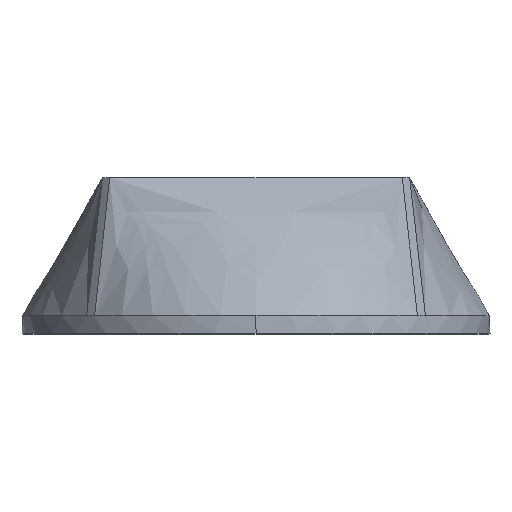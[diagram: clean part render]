
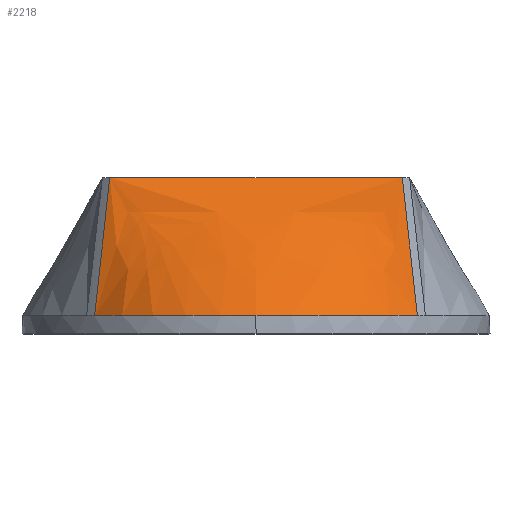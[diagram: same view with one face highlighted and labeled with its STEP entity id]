
A CAD part, top view. The second image highlights one B-rep face of the part: STEP entity #2218.
In plain terms, the highlighted free-form (B-spline) face has degree [3, 1] with [18, 2] control points.
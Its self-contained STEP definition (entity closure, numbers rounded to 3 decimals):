
#244 = CARTESIAN_POINT ( 'NONE',  ( 1.667, 9.825, 21. ) ) ;
#377 = VERTEX_POINT ( 'NONE', #2914 ) ;
#700 = CARTESIAN_POINT ( 'NONE',  ( 20., 9.825, 21. ) ) ;
#718 = CARTESIAN_POINT ( 'NONE',  ( -4.266, -9.025, 31.785 ) ) ;
#745 = CARTESIAN_POINT ( 'NONE',  ( -6.667, 9.825, 21. ) ) ;
#758 = CARTESIAN_POINT ( 'NONE',  ( -8.407, -9.025, 30.948 ) ) ;
#781 = CARTESIAN_POINT ( 'NONE',  ( -8.333, 9.825, 21. ) ) ;
#801 = CARTESIAN_POINT ( 'NONE',  ( -10.414, -9.025, 30.327 ) ) ;
#838 = FACE_OUTER_BOUND ( 'NONE', #2076, .T. ) ;
#878 = CARTESIAN_POINT ( 'NONE',  ( 4.266, -9.025, 31.785 ) ) ;
#889 = CARTESIAN_POINT ( 'NONE',  ( 3.333, 9.825, 21. ) ) ;
#892 = LINE ( 'NONE', #3407, #6591 ) ;
#1100 = LINE ( 'NONE', #6791, #5715 ) ;
#1211 = ORIENTED_EDGE ( 'NONE', *, *, #4826, .T. ) ;
#1229 = CARTESIAN_POINT ( 'NONE',  ( 20., 9.825, 21. ) ) ;
#1277 = CARTESIAN_POINT ( 'NONE',  ( -2.133, -9.025, 32. ) ) ;
#1423 = ORIENTED_EDGE ( 'NONE', *, *, #2504, .T. ) ;
#1573 = CARTESIAN_POINT ( 'NONE',  ( 11.667, 9.825, 21. ) ) ;
#1822 = CARTESIAN_POINT ( 'NONE',  ( -14.201, -9.025, 28.75 ) ) ;
#1885 = CARTESIAN_POINT ( 'NONE',  ( -11.667, 9.825, 21. ) ) ;
#2076 = EDGE_LOOP ( 'NONE', ( #7545, #1211, #3025, #3172, #1423 ) ) ;
#2218 = ADVANCED_FACE ( 'NONE', ( #838 ), #8952, .T. ) ;
#2504 = EDGE_CURVE ( 'NONE', #6917, #5621, #6023, .T. ) ;
#2524 = CARTESIAN_POINT ( 'NONE',  ( -20., 9.825, 21. ) ) ;
#2535 = CARTESIAN_POINT ( 'NONE',  ( -20., 9.825, 21. ) ) ;
#2637 = CARTESIAN_POINT ( 'NONE',  ( -21.034, 0.4, 22.086 ) ) ;
#2821 = CARTESIAN_POINT ( 'NONE',  ( 14.201, -9.025, 28.75 ) ) ;
#2914 = CARTESIAN_POINT ( 'NONE',  ( 22.069, -9.025, 23.172 ) ) ;
#3025 = ORIENTED_EDGE ( 'NONE', *, *, #6592, .T. ) ;
#3172 = ORIENTED_EDGE ( 'NONE', *, *, #8680, .F. ) ;
#3368 = DIRECTION ( 'NONE',  ( -0.108, 0.988, -0.114 ) ) ;
#3406 = CIRCLE ( 'NONE', #4248, 32. ) ;
#3407 = CARTESIAN_POINT ( 'NONE',  ( 21.034, 0.4, 22.086 ) ) ;
#3479 = CARTESIAN_POINT ( 'NONE',  ( 18.333, 9.825, 21. ) ) ;
#3521 = CARTESIAN_POINT ( 'NONE',  ( 20.737, -9.025, 24.441 ) ) ;
#3533 = AXIS2_PLACEMENT_3D ( 'NONE', #6222, #7868, #4686 ) ;
#3908 = CARTESIAN_POINT ( 'NONE',  ( -13.333, 9.825, 21. ) ) ;
#3923 = CARTESIAN_POINT ( 'NONE',  ( -15.981, -9.025, 27.793 ) ) ;
#3934 = CARTESIAN_POINT ( 'NONE',  ( -16.667, 9.825, 21. ) ) ;
#3972 = CARTESIAN_POINT ( 'NONE',  ( 10.414, -9.025, 30.327 ) ) ;
#3998 = CARTESIAN_POINT ( 'NONE',  ( 6.667, 9.825, 21. ) ) ;
#4182 = CIRCLE ( 'NONE', #3533, 32. ) ;
#4248 = AXIS2_PLACEMENT_3D ( 'NONE', #5625, #5615, #5580 ) ;
#4686 = DIRECTION ( 'NONE',  ( 0., 0., 1. ) ) ;
#4826 = EDGE_CURVE ( 'NONE', #6417, #377, #3406, .T. ) ;
#4954 = CARTESIAN_POINT ( 'NONE',  ( -22.069, -9.025, 23.172 ) ) ;
#5133 = CARTESIAN_POINT ( 'NONE',  ( -19.249, -9.025, 25.638 ) ) ;
#5148 = CARTESIAN_POINT ( 'NONE',  ( -18.333, 9.825, 21. ) ) ;
#5165 = CARTESIAN_POINT ( 'NONE',  ( -20.737, -9.025, 24.441 ) ) ;
#5580 = DIRECTION ( 'NONE',  ( 0., 0., 1. ) ) ;
#5615 = DIRECTION ( 'NONE',  ( 0., 1., 0. ) ) ;
#5621 = VERTEX_POINT ( 'NONE', #8323 ) ;
#5625 = CARTESIAN_POINT ( 'NONE',  ( 0., -9.025, 0. ) ) ;
#5715 = VECTOR ( 'NONE', #7697, 1000. ) ;
#6023 = LINE ( 'NONE', #2637, #7924 ) ;
#6128 = CARTESIAN_POINT ( 'NONE',  ( 2.133, -9.025, 32. ) ) ;
#6222 = CARTESIAN_POINT ( 'NONE',  ( 0., -9.025, 0. ) ) ;
#6230 = CARTESIAN_POINT ( 'NONE',  ( 8.407, -9.025, 30.948 ) ) ;
#6417 = VERTEX_POINT ( 'NONE', #7457 ) ;
#6591 = VECTOR ( 'NONE', #3368, 1000. ) ;
#6592 = EDGE_CURVE ( 'NONE', #377, #8279, #892, .T. ) ;
#6791 = CARTESIAN_POINT ( 'NONE',  ( -20., 9.825, 21. ) ) ;
#6917 = VERTEX_POINT ( 'NONE', #2535 ) ;
#7457 = CARTESIAN_POINT ( 'NONE',  ( 0., -9.025, 32. ) ) ;
#7545 = ORIENTED_EDGE ( 'NONE', *, *, #8763, .T. ) ;
#7697 = DIRECTION ( 'NONE',  ( 1., 0., 0. ) ) ;
#7798 = CARTESIAN_POINT ( 'NONE',  ( 22.069, -9.025, 23.172 ) ) ;
#7816 = CARTESIAN_POINT ( 'NONE',  ( 16.667, 9.825, 21. ) ) ;
#7855 = CARTESIAN_POINT ( 'NONE',  ( 19.249, -9.025, 25.638 ) ) ;
#7868 = DIRECTION ( 'NONE',  ( 0., 1., 0. ) ) ;
#7874 = CARTESIAN_POINT ( 'NONE',  ( -3.333, 9.825, 21. ) ) ;
#7894 = CARTESIAN_POINT ( 'NONE',  ( 13.333, 9.825, 21. ) ) ;
#7924 = VECTOR ( 'NONE', #8080, 1000. ) ;
#8080 = DIRECTION ( 'NONE',  ( -0.108, -0.988, 0.114 ) ) ;
#8093 = CARTESIAN_POINT ( 'NONE',  ( 15.981, -9.025, 27.793 ) ) ;
#8114 = CARTESIAN_POINT ( 'NONE',  ( 8.333, 9.825, 21. ) ) ;
#8279 = VERTEX_POINT ( 'NONE', #1229 ) ;
#8297 = CARTESIAN_POINT ( 'NONE',  ( -1.667, 9.825, 21. ) ) ;
#8323 = CARTESIAN_POINT ( 'NONE',  ( -22.069, -9.025, 23.172 ) ) ;
#8680 = EDGE_CURVE ( 'NONE', #6917, #8279, #1100, .T. ) ;
#8763 = EDGE_CURVE ( 'NONE', #5621, #6417, #4182, .T. ) ;
#8952 = B_SPLINE_SURFACE_WITH_KNOTS ( 'NONE', 3, 1, ( 
 ( #4954, #2524 ),
 ( #5165, #5148 ),
 ( #5133, #3934 ),
 ( #3923, #3908 ),
 ( #1822, #1885 ),
 ( #801, #781 ),
 ( #758, #745 ),
 ( #718, #7874 ),
 ( #1277, #8297 ),
 ( #6128, #244 ),
 ( #878, #889 ),
 ( #6230, #3998 ),
 ( #3972, #8114 ),
 ( #2821, #1573 ),
 ( #8093, #7894 ),
 ( #7855, #7816 ),
 ( #3521, #3479 ),
 ( #7798, #700 ) ),
 .UNSPECIFIED., .F., .F., .F.,
 ( 4, 2, 2, 2, 2, 2, 2, 2, 4 ),
 ( 2, 2 ),
 ( 0., 0.125, 0.25, 0.375, 0.5, 0.625, 0.75, 0.875, 1. ),
 ( 0., 1. ),
 .UNSPECIFIED. ) ;
